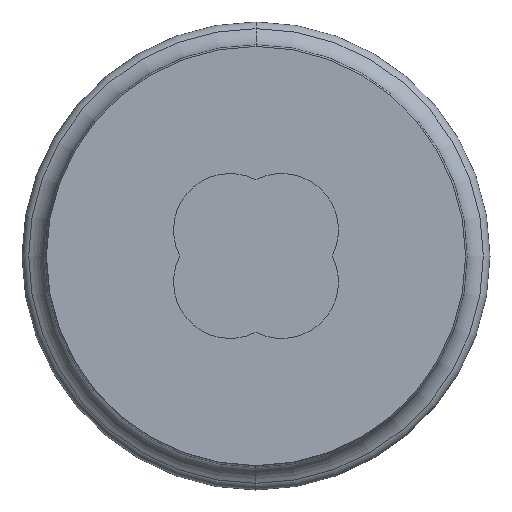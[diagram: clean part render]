
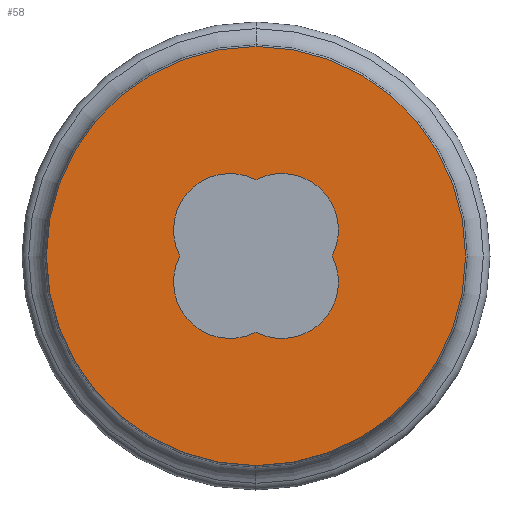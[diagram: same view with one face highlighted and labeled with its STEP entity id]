
A CAD part, left-side view. The second image highlights one B-rep face of the part: STEP entity #58.
In plain terms, the highlighted planar face has unit normal (-1, 0, 0).
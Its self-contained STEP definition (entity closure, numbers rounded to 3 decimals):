
#58 = ADVANCED_FACE ( 'NONE', ( #1133, #282 ), #526, .T. ) ;
#80 = EDGE_CURVE ( 'NONE', #165, #861, #1785, .T. ) ;
#105 = EDGE_CURVE ( 'NONE', #656, #1635, #1418, .T. ) ;
#129 = EDGE_CURVE ( 'NONE', #861, #1489, #1136, .T. ) ;
#144 = EDGE_LOOP ( 'NONE', ( #959, #1757 ) ) ;
#149 = DIRECTION ( 'NONE',  ( 0., -1., 0. ) ) ;
#157 = CIRCLE ( 'NONE', #459, 6.067 ) ;
#158 = CARTESIAN_POINT ( 'NONE',  ( -5.2, 0., 0. ) ) ;
#165 = VERTEX_POINT ( 'NONE', #332 ) ;
#225 = EDGE_CURVE ( 'NONE', #1661, #587, #517, .T. ) ;
#238 = DIRECTION ( 'NONE',  ( 0., 1., 0. ) ) ;
#255 = CARTESIAN_POINT ( 'NONE',  ( -5.2, -0.75, -0.75 ) ) ;
#275 = CARTESIAN_POINT ( 'NONE',  ( -5.2, -0.75, 0.75 ) ) ;
#282 = FACE_OUTER_BOUND ( 'NONE', #144, .T. ) ;
#325 = DIRECTION ( 'NONE',  ( -1., 0., 0. ) ) ;
#332 = CARTESIAN_POINT ( 'NONE',  ( -5.2, 0., 2.206 ) ) ;
#357 = CARTESIAN_POINT ( 'NONE',  ( -5.2, 0.75, 0.75 ) ) ;
#459 = AXIS2_PLACEMENT_3D ( 'NONE', #1619, #325, #1040 ) ;
#483 = ORIENTED_EDGE ( 'NONE', *, *, #105, .T. ) ;
#499 = EDGE_CURVE ( 'NONE', #1489, #1809, #1882, .T. ) ;
#517 = CIRCLE ( 'NONE', #1600, 6.067 ) ;
#519 = EDGE_CURVE ( 'NONE', #1809, #656, #1668, .T. ) ;
#526 = PLANE ( 'NONE',  #1573 ) ;
#531 = AXIS2_PLACEMENT_3D ( 'NONE', #1866, #1436, #1851 ) ;
#587 = VERTEX_POINT ( 'NONE', #651 ) ;
#651 = CARTESIAN_POINT ( 'NONE',  ( -5.2, 6.067, 0. ) ) ;
#656 = VERTEX_POINT ( 'NONE', #1636 ) ;
#728 = ORIENTED_EDGE ( 'NONE', *, *, #519, .T. ) ;
#822 = DIRECTION ( 'NONE',  ( 1., 0., 0. ) ) ;
#834 = ORIENTED_EDGE ( 'NONE', *, *, #80, .T. ) ;
#859 = DIRECTION ( 'NONE',  ( 1., 0., 0. ) ) ;
#861 = VERTEX_POINT ( 'NONE', #1820 ) ;
#899 = DIRECTION ( 'NONE',  ( 1., 0., 0. ) ) ;
#959 = ORIENTED_EDGE ( 'NONE', *, *, #1192, .T. ) ;
#981 = CARTESIAN_POINT ( 'NONE',  ( -5.2, 0., 0. ) ) ;
#1002 = DIRECTION ( 'NONE',  ( -1., 0., 0. ) ) ;
#1023 = CIRCLE ( 'NONE', #1268, 1.638 ) ;
#1040 = DIRECTION ( 'NONE',  ( 0., -1., 0. ) ) ;
#1101 = AXIS2_PLACEMENT_3D ( 'NONE', #275, #1854, #1122 ) ;
#1122 = DIRECTION ( 'NONE',  ( 0., 1., 0. ) ) ;
#1133 = FACE_BOUND ( 'NONE', #1594, .T. ) ;
#1136 = CIRCLE ( 'NONE', #1660, 1.638 ) ;
#1140 = ORIENTED_EDGE ( 'NONE', *, *, #129, .T. ) ;
#1189 = CARTESIAN_POINT ( 'NONE',  ( -5.2, -0.75, 0.75 ) ) ;
#1192 = EDGE_CURVE ( 'NONE', #587, #1661, #157, .T. ) ;
#1268 = AXIS2_PLACEMENT_3D ( 'NONE', #357, #822, #1545 ) ;
#1286 = DIRECTION ( 'NONE',  ( 1., 0., 0. ) ) ;
#1289 = AXIS2_PLACEMENT_3D ( 'NONE', #1722, #859, #1742 ) ;
#1418 = CIRCLE ( 'NONE', #1289, 1.638 ) ;
#1436 = DIRECTION ( 'NONE',  ( 1., 0., 0. ) ) ;
#1442 = CARTESIAN_POINT ( 'NONE',  ( -5.2, 2.206, 0. ) ) ;
#1489 = VERTEX_POINT ( 'NONE', #1718 ) ;
#1504 = DIRECTION ( 'NONE',  ( 0., 1., 0. ) ) ;
#1545 = DIRECTION ( 'NONE',  ( 0., 1., 0. ) ) ;
#1573 = AXIS2_PLACEMENT_3D ( 'NONE', #981, #1002, #1861 ) ;
#1583 = AXIS2_PLACEMENT_3D ( 'NONE', #255, #1286, #238 ) ;
#1594 = EDGE_LOOP ( 'NONE', ( #1738, #834, #1140, #1684, #728, #483 ) ) ;
#1600 = AXIS2_PLACEMENT_3D ( 'NONE', #158, #1761, #149 ) ;
#1619 = CARTESIAN_POINT ( 'NONE',  ( -5.2, 0., 0. ) ) ;
#1635 = VERTEX_POINT ( 'NONE', #1442 ) ;
#1636 = CARTESIAN_POINT ( 'NONE',  ( -5.2, 0., -2.206 ) ) ;
#1660 = AXIS2_PLACEMENT_3D ( 'NONE', #1189, #899, #1504 ) ;
#1661 = VERTEX_POINT ( 'NONE', #1756 ) ;
#1668 = CIRCLE ( 'NONE', #531, 1.638 ) ;
#1684 = ORIENTED_EDGE ( 'NONE', *, *, #499, .T. ) ;
#1718 = CARTESIAN_POINT ( 'NONE',  ( -5.2, -2.206, 0. ) ) ;
#1722 = CARTESIAN_POINT ( 'NONE',  ( -5.2, 0.75, -0.75 ) ) ;
#1738 = ORIENTED_EDGE ( 'NONE', *, *, #1828, .T. ) ;
#1742 = DIRECTION ( 'NONE',  ( 0., 1., 0. ) ) ;
#1756 = CARTESIAN_POINT ( 'NONE',  ( -5.2, -6.067, 0. ) ) ;
#1757 = ORIENTED_EDGE ( 'NONE', *, *, #225, .T. ) ;
#1761 = DIRECTION ( 'NONE',  ( -1., 0., 0. ) ) ;
#1785 = CIRCLE ( 'NONE', #1101, 1.638 ) ;
#1809 = VERTEX_POINT ( 'NONE', #1830 ) ;
#1820 = CARTESIAN_POINT ( 'NONE',  ( -5.2, -2.388, 0.75 ) ) ;
#1828 = EDGE_CURVE ( 'NONE', #1635, #165, #1023, .T. ) ;
#1830 = CARTESIAN_POINT ( 'NONE',  ( -5.2, -2.388, -0.75 ) ) ;
#1851 = DIRECTION ( 'NONE',  ( 0., 1., 0. ) ) ;
#1854 = DIRECTION ( 'NONE',  ( 1., 0., 0. ) ) ;
#1861 = DIRECTION ( 'NONE',  ( 0., -1., 0. ) ) ;
#1866 = CARTESIAN_POINT ( 'NONE',  ( -5.2, -0.75, -0.75 ) ) ;
#1882 = CIRCLE ( 'NONE', #1583, 1.638 ) ;
